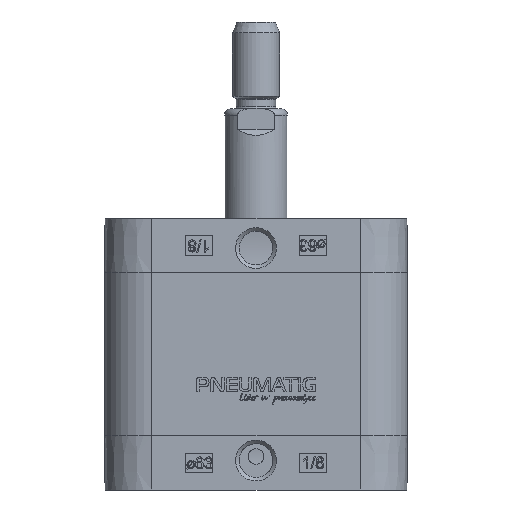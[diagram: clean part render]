
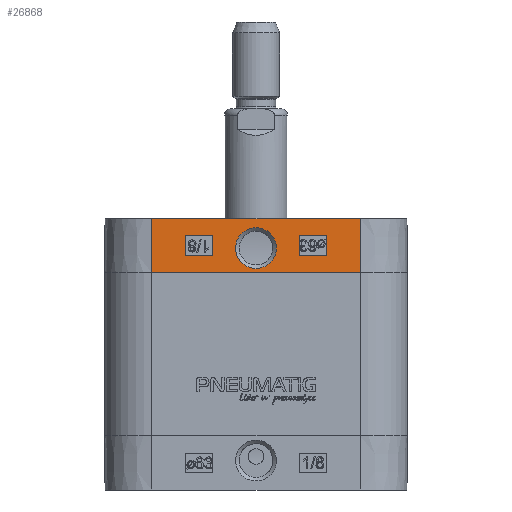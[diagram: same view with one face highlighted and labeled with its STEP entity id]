
A CAD part, left-side view. The second image highlights one B-rep face of the part: STEP entity #26868.
In plain terms, the highlighted planar face has unit normal (-1, 0, 0.009).
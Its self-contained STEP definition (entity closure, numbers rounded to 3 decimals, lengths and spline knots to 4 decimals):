
#1158=B_SPLINE_CURVE_WITH_KNOTS($,3,(#38624,#38625,#38626,#38627,#38628,
#38629,#38630,#38631,#38632,#38633,#38634,#38635,#38636,#38637,#38638,#38639,
#38640,#38641,#38642,#38643,#38644,#38645,#38646,#38647,#38648,#38649,#38650,
#38651,#38652,#38653,#38654,#38655,#38656,#38657,#38658,#38659,#38660,#38661,
#38662,#38663,#38664,#38665,#38666,#38667,#38668,#38669,#38670,#38671,#38672,
#38673,#38674,#38675,#38676,#38677,#38678,#38679,#38680,#38681),
 .UNSPECIFIED.,.T.,.F.,(4,3,3,3,3,3,3,3,3,3,3,3,3,3,3,3,3,3,3,4),(0.,0.1914,
0.2286,0.4161,0.6639,0.936,
1.3093,1.6131,1.636,1.9775,2.1011,
2.1254,2.317,2.5153,2.8549,3.2247,
3.5526,3.9058,4.0561,4.2905),
 .UNSPECIFIED.);
#2795=FACE_BOUND($,#9180,.T.);
#2796=FACE_BOUND($,#9181,.T.);
#2797=FACE_BOUND($,#9182,.T.);
#3350=LINE($,#36635,#5431);
#3429=LINE($,#37025,#5510);
#3609=LINE($,#38540,#5690);
#3611=LINE($,#38544,#5692);
#3613=LINE($,#38548,#5694);
#3615=LINE($,#38551,#5696);
#3617=LINE($,#38557,#5698);
#3619=LINE($,#38561,#5700);
#3621=LINE($,#38565,#5702);
#3623=LINE($,#38568,#5704);
#3625=LINE($,#38683,#5706);
#3626=LINE($,#38684,#5707);
#5431=VECTOR($,#30599,5.3);
#5510=VECTOR($,#30910,5.3);
#5690=VECTOR($,#31248,0.5);
#5692=VECTOR($,#31252,0.7);
#5694=VECTOR($,#31256,0.5);
#5696=VECTOR($,#31260,0.7);
#5698=VECTOR($,#31266,0.5);
#5700=VECTOR($,#31270,0.7);
#5702=VECTOR($,#31274,0.5);
#5704=VECTOR($,#31278,0.7);
#5706=VECTOR($,#31284,1.3751);
#5707=VECTOR($,#31285,1.3751);
#7500=FACE_OUTER_BOUND($,#9179,.T.);
#9179=EDGE_LOOP($,(#20084,#20085,#20086,#20087));
#9180=EDGE_LOOP($,(#20088,#20089,#20090,#20091));
#9181=EDGE_LOOP($,(#20092,#20093,#20094,#20095));
#9182=EDGE_LOOP($,(#20096));
#11358=VERTEX_POINT($,#36632);
#11359=VERTEX_POINT($,#36634);
#11469=VERTEX_POINT($,#37022);
#11470=VERTEX_POINT($,#37024);
#11739=VERTEX_POINT($,#38537);
#11740=VERTEX_POINT($,#38539);
#11741=VERTEX_POINT($,#38543);
#11742=VERTEX_POINT($,#38547);
#11743=VERTEX_POINT($,#38554);
#11744=VERTEX_POINT($,#38556);
#11745=VERTEX_POINT($,#38560);
#11746=VERTEX_POINT($,#38564);
#11747=VERTEX_POINT($,#38622);
#14346=EDGE_CURVE($,#11359,#11358,#3350,.T.);
#14481=EDGE_CURVE($,#11470,#11469,#3429,.T.);
#14836=EDGE_CURVE($,#11740,#11739,#3609,.T.);
#14838=EDGE_CURVE($,#11741,#11740,#3611,.T.);
#14840=EDGE_CURVE($,#11742,#11741,#3613,.T.);
#14842=EDGE_CURVE($,#11739,#11742,#3615,.T.);
#14844=EDGE_CURVE($,#11744,#11743,#3617,.T.);
#14846=EDGE_CURVE($,#11745,#11744,#3619,.T.);
#14848=EDGE_CURVE($,#11746,#11745,#3621,.T.);
#14850=EDGE_CURVE($,#11743,#11746,#3623,.T.);
#14852=EDGE_CURVE($,#11747,#11747,#1158,.T.);
#14853=EDGE_CURVE($,#11470,#11358,#3625,.T.);
#14854=EDGE_CURVE($,#11469,#11359,#3626,.T.);
#20084=ORIENTED_EDGE($,*,*,#14346,.T.);
#20085=ORIENTED_EDGE($,*,*,#14853,.F.);
#20086=ORIENTED_EDGE($,*,*,#14481,.T.);
#20087=ORIENTED_EDGE($,*,*,#14854,.T.);
#20088=ORIENTED_EDGE($,*,*,#14836,.T.);
#20089=ORIENTED_EDGE($,*,*,#14842,.T.);
#20090=ORIENTED_EDGE($,*,*,#14840,.T.);
#20091=ORIENTED_EDGE($,*,*,#14838,.T.);
#20092=ORIENTED_EDGE($,*,*,#14844,.T.);
#20093=ORIENTED_EDGE($,*,*,#14850,.T.);
#20094=ORIENTED_EDGE($,*,*,#14848,.T.);
#20095=ORIENTED_EDGE($,*,*,#14846,.T.);
#20096=ORIENTED_EDGE($,*,*,#14852,.F.);
#26102=PLANE($,#28610);
#26868=ADVANCED_FACE($,(#7500,#2795,#2796,#2797),#26102,.T.);
#28610=AXIS2_PLACEMENT_3D($,#38682,#31282,#31283);
#30599=DIRECTION($,(0.,1.,0.));
#30910=DIRECTION($,(0.,-1.,0.));
#31248=DIRECTION($,(-0.009,0.,-1.));
#31252=DIRECTION($,(0.,-1.,0.));
#31256=DIRECTION($,(0.009,0.,1.));
#31260=DIRECTION($,(0.,1.,0.));
#31266=DIRECTION($,(-0.009,0.,-1.));
#31270=DIRECTION($,(0.,-1.,0.));
#31274=DIRECTION($,(0.009,0.,1.));
#31278=DIRECTION($,(0.,1.,0.));
#31282=DIRECTION('center_axis',(-1.,0.,
0.009));
#31283=DIRECTION('ref_axis',(0.009,0.,
1.));
#31284=DIRECTION($,(0.009,0.,1.));
#31285=DIRECTION($,(0.009,0.,1.));
#36632=CARTESIAN_POINT('',(-3.838,2.65,1.4));
#36634=CARTESIAN_POINT('',(-3.838,-2.65,1.4));
#36635=CARTESIAN_POINT($,(-3.838,-2.65,1.4));
#37022=CARTESIAN_POINT('',(-3.85,-2.65,0.025));
#37024=CARTESIAN_POINT('',(-3.85,2.65,0.025));
#37025=CARTESIAN_POINT($,(-3.85,2.65,0.025));
#38537=CARTESIAN_POINT('',(-3.8462,1.1,0.465));
#38539=CARTESIAN_POINT('',(-3.8418,1.1,0.965));
#38540=CARTESIAN_POINT($,(-3.8418,1.1,0.965));
#38543=CARTESIAN_POINT('',(-3.8418,1.8,0.965));
#38544=CARTESIAN_POINT($,(-3.8418,1.8,0.965));
#38547=CARTESIAN_POINT('',(-3.8462,1.8,0.465));
#38548=CARTESIAN_POINT($,(-3.8462,1.8,0.465));
#38551=CARTESIAN_POINT($,(-3.8462,1.1,0.465));
#38554=CARTESIAN_POINT('',(-3.8462,-1.8,0.465));
#38556=CARTESIAN_POINT('',(-3.8418,-1.8,0.965));
#38557=CARTESIAN_POINT($,(-3.8418,-1.8,0.965));
#38560=CARTESIAN_POINT('',(-3.8418,-1.1,0.965));
#38561=CARTESIAN_POINT($,(-3.8418,-1.1,0.965));
#38564=CARTESIAN_POINT('',(-3.8462,-1.1,0.465));
#38565=CARTESIAN_POINT($,(-3.8462,-1.1,0.465));
#38568=CARTESIAN_POINT($,(-3.8462,-1.8,0.465));
#38622=CARTESIAN_POINT('',(-3.8491,0.,0.1313));
#38624=CARTESIAN_POINT('Ctrl Pts',(-3.84,-0.0001,
1.169));
#38625=CARTESIAN_POINT('Ctrl Pts',(-3.84,0.0637,
1.1691));
#38626=CARTESIAN_POINT('Ctrl Pts',(-3.8401,0.1288,
1.1579));
#38627=CARTESIAN_POINT('Ctrl Pts',(-3.8403,0.1905,
1.1341));
#38628=CARTESIAN_POINT('Ctrl Pts',(-3.8404,0.2025,
1.1295));
#38629=CARTESIAN_POINT('Ctrl Pts',(-3.8404,0.2144,
1.1244));
#38630=CARTESIAN_POINT('Ctrl Pts',(-3.8405,0.2256,
1.119));
#38631=CARTESIAN_POINT('Ctrl Pts',(-3.8407,0.282,
1.0921));
#38632=CARTESIAN_POINT('Ctrl Pts',(-3.841,0.3244,
1.0586));
#38633=CARTESIAN_POINT('Ctrl Pts',(-3.8412,0.3534,
1.0316));
#38634=CARTESIAN_POINT('Ctrl Pts',(-3.8415,0.3916,
0.9958));
#38635=CARTESIAN_POINT('Ctrl Pts',(-3.8418,0.4197,
0.9602));
#38636=CARTESIAN_POINT('Ctrl Pts',(-3.8422,0.4451,
0.918));
#38637=CARTESIAN_POINT('Ctrl Pts',(-3.8426,0.473,0.8715));
#38638=CARTESIAN_POINT('Ctrl Pts',(-3.8431,0.4941,
0.8202));
#38639=CARTESIAN_POINT('Ctrl Pts',(-3.8435,0.5064,
0.7665));
#38640=CARTESIAN_POINT('Ctrl Pts',(-3.8442,0.5232,
0.6928));
#38641=CARTESIAN_POINT('Ctrl Pts',(-3.8449,0.5238,
0.6131));
#38642=CARTESIAN_POINT('Ctrl Pts',(-3.8455,0.5062,
0.5354));
#38643=CARTESIAN_POINT('Ctrl Pts',(-3.8461,0.4919,
0.4722));
#38644=CARTESIAN_POINT('Ctrl Pts',(-3.8466,0.4685,
0.4105));
#38645=CARTESIAN_POINT('Ctrl Pts',(-3.8472,0.4182,
0.3425));
#38646=CARTESIAN_POINT('Ctrl Pts',(-3.8473,0.4144,
0.3374));
#38647=CARTESIAN_POINT('Ctrl Pts',(-3.8473,0.4105,
0.3322));
#38648=CARTESIAN_POINT('Ctrl Pts',(-3.8474,0.4064,
0.3271));
#38649=CARTESIAN_POINT('Ctrl Pts',(-3.848,0.345,
0.2507));
#38650=CARTESIAN_POINT('Ctrl Pts',(-3.8486,0.2495,
0.1837));
#38651=CARTESIAN_POINT('Ctrl Pts',(-3.8489,0.1433,
0.1524));
#38652=CARTESIAN_POINT('Ctrl Pts',(-3.849,0.1049,0.141));
#38653=CARTESIAN_POINT('Ctrl Pts',(-3.849,0.0648,0.1339));
#38654=CARTESIAN_POINT('Ctrl Pts',(-3.8491,0.0239,
0.1319));
#38655=CARTESIAN_POINT('Ctrl Pts',(-3.8491,0.0159,
0.1315));
#38656=CARTESIAN_POINT('Ctrl Pts',(-3.8491,0.0078,
0.1313));
#38657=CARTESIAN_POINT('Ctrl Pts',(-3.8491,0.,
0.1313));
#38658=CARTESIAN_POINT('Ctrl Pts',(-3.8491,-0.0623,
0.1313));
#38659=CARTESIAN_POINT('Ctrl Pts',(-3.849,-0.1155,
0.1434));
#38660=CARTESIAN_POINT('Ctrl Pts',(-3.8489,-0.1538,
0.1556));
#38661=CARTESIAN_POINT('Ctrl Pts',(-3.8488,-0.1934,
0.1682));
#38662=CARTESIAN_POINT('Ctrl Pts',(-3.8486,-0.2243,
0.1821));
#38663=CARTESIAN_POINT('Ctrl Pts',(-3.8485,-0.2571,
0.2007));
#38664=CARTESIAN_POINT('Ctrl Pts',(-3.8482,-0.3132,
0.2326));
#38665=CARTESIAN_POINT('Ctrl Pts',(-3.8478,-0.3646,
0.2748));
#38666=CARTESIAN_POINT('Ctrl Pts',(-3.8474,-0.4065,
0.3271));
#38667=CARTESIAN_POINT('Ctrl Pts',(-3.8469,-0.4523,
0.384));
#38668=CARTESIAN_POINT('Ctrl Pts',(-3.8462,-0.4885,
0.4566));
#38669=CARTESIAN_POINT('Ctrl Pts',(-3.8455,-0.5065,
0.5352));
#38670=CARTESIAN_POINT('Ctrl Pts',(-3.8449,-0.5224,
0.605));
#38671=CARTESIAN_POINT('Ctrl Pts',(-3.8443,-0.5275,
0.6777));
#38672=CARTESIAN_POINT('Ctrl Pts',(-3.8435,-0.507,
0.7663));
#38673=CARTESIAN_POINT('Ctrl Pts',(-3.8427,-0.4849,
0.8617));
#38674=CARTESIAN_POINT('Ctrl Pts',(-3.8418,-0.4272,
0.964));
#38675=CARTESIAN_POINT('Ctrl Pts',(-3.8412,-0.3443,
1.0384));
#38676=CARTESIAN_POINT('Ctrl Pts',(-3.8409,-0.309,
1.07));
#38677=CARTESIAN_POINT('Ctrl Pts',(-3.8406,-0.269,
1.0974));
#38678=CARTESIAN_POINT('Ctrl Pts',(-3.8405,-0.2252,
1.1185));
#38679=CARTESIAN_POINT('Ctrl Pts',(-3.8402,-0.1569,
1.1514));
#38680=CARTESIAN_POINT('Ctrl Pts',(-3.84,-0.0782,
1.1689));
#38681=CARTESIAN_POINT('Ctrl Pts',(-3.84,-0.0001,
1.169));
#38682=CARTESIAN_POINT('Origin',(-3.85,0.,0.025));
#38683=CARTESIAN_POINT($,(-3.85,2.65,0.025));
#38684=CARTESIAN_POINT($,(-3.85,-2.65,0.025));
